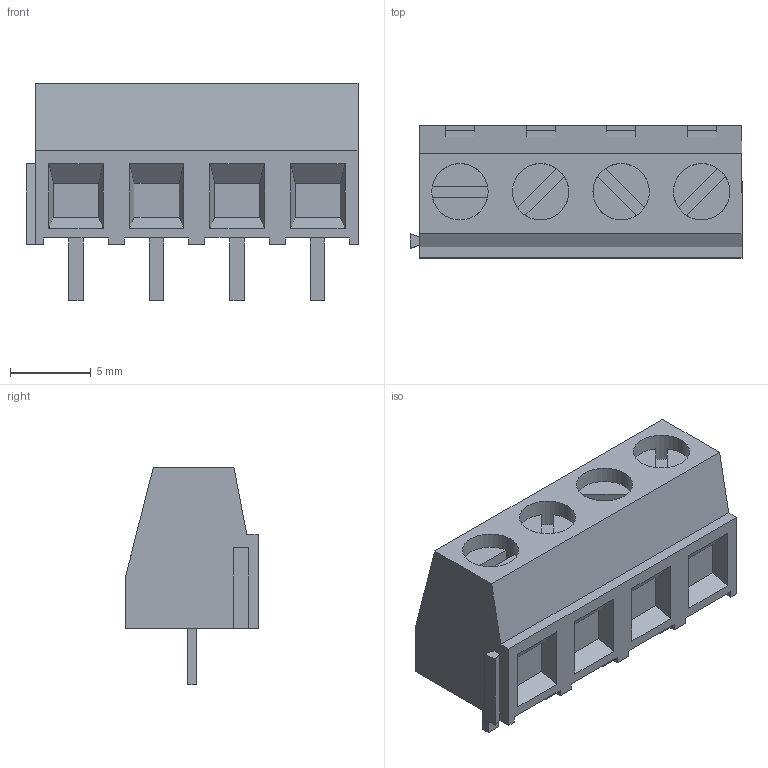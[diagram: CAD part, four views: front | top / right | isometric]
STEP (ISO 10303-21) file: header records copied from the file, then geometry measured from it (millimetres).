
FILE_DESCRIPTION((''),'2;1');
FILE_NAME('TYCO_282836-4.stp','2014-11-10T12:23:20',(''),(''),'Mechanical Desktop 2011','Mechanical Desktop 2011',', , ');
FILE_SCHEMA(('AUTOMOTIVE_DESIGN { 1 2 10303 214 1 1 1 1 }'));
Length unit declared in the file: millimetre
Products named in the file (1): Product
Bounding box: 20.6 x 8.2 x 13.5 mm (x, y, z)
Volume: 1290.2 mm3; surface area: 1357.9 mm2
Topology: 13 solids, 13 shells, 183 faces, 431 edges, 282 vertices
Faces by surface type: plane 123, bspline 44, cylinder 16
Entity records: 5205 total; most frequent: CARTESIAN_POINT 1029, ORIENTED_EDGE 862, DIRECTION 759, EDGE_CURVE 431, VECTOR 383, LINE 383, VERTEX_POINT 282, EDGE_LOOP 191
